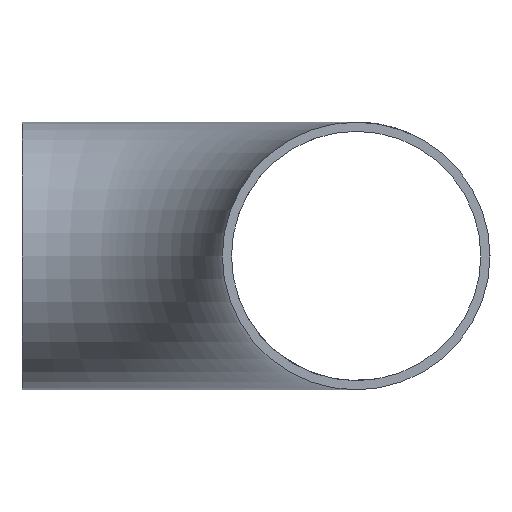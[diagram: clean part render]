
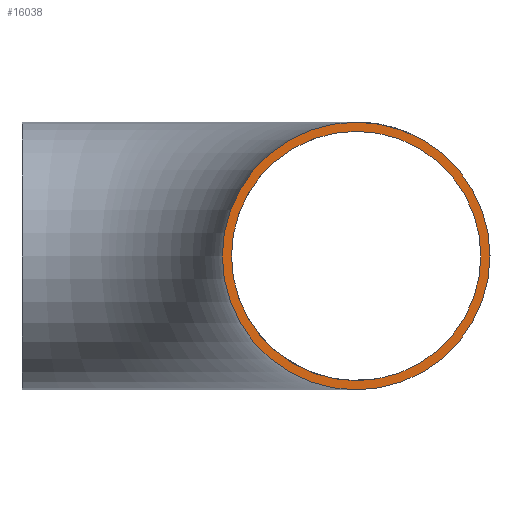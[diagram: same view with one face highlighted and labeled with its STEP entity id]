
A CAD part, left-side view. The second image highlights one B-rep face of the part: STEP entity #16038.
In plain terms, the highlighted planar face has unit normal (-1, 0, 0).
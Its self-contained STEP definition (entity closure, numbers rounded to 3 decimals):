
#49 = VERTEX_POINT ( 'NONE', #3650 ) ;
#561 = DIRECTION ( 'NONE',  ( 0., 0., -1. ) ) ;
#753 = ORIENTED_EDGE ( 'NONE', *, *, #18395, .T. ) ;
#1389 = VERTEX_POINT ( 'NONE', #20023 ) ;
#1963 = CARTESIAN_POINT ( 'NONE',  ( 0., 0., -35.45 ) ) ;
#2185 = CARTESIAN_POINT ( 'NONE',  ( 0., 0., 0. ) ) ;
#2203 = EDGE_CURVE ( 'NONE', #18114, #49, #12768, .T. ) ;
#2524 = ORIENTED_EDGE ( 'NONE', *, *, #20546, .F. ) ;
#2651 = PLANE ( 'NONE',  #14097 ) ;
#3243 = DIRECTION ( 'NONE',  ( 1., 0., 0. ) ) ;
#3650 = CARTESIAN_POINT ( 'NONE',  ( 0., 0., 38.05 ) ) ;
#3774 = AXIS2_PLACEMENT_3D ( 'NONE', #12554, #19166, #20692 ) ;
#4579 = CARTESIAN_POINT ( 'NONE',  ( 0., 0., 0. ) ) ;
#5998 = FACE_OUTER_BOUND ( 'NONE', #8099, .T. ) ;
#7069 = CARTESIAN_POINT ( 'NONE',  ( 0., 0., -38.05 ) ) ;
#8026 = ORIENTED_EDGE ( 'NONE', *, *, #19002, .T. ) ;
#8099 = EDGE_LOOP ( 'NONE', ( #16351, #2524 ) ) ;
#9149 = DIRECTION ( 'NONE',  ( 0., 0., -1. ) ) ;
#9679 = DIRECTION ( 'NONE',  ( 0., 0., -1. ) ) ;
#10223 = EDGE_LOOP ( 'NONE', ( #753, #8026 ) ) ;
#10285 = VERTEX_POINT ( 'NONE', #1963 ) ;
#12111 = CIRCLE ( 'NONE', #15205, 35.45 ) ;
#12554 = CARTESIAN_POINT ( 'NONE',  ( 0., 0., 0. ) ) ;
#12632 = DIRECTION ( 'NONE',  ( 1., 0., 0. ) ) ;
#12724 = DIRECTION ( 'NONE',  ( 1., 0., 0. ) ) ;
#12768 = CIRCLE ( 'NONE', #21087, 38.05 ) ;
#12794 = AXIS2_PLACEMENT_3D ( 'NONE', #2185, #20627, #561 ) ;
#14097 = AXIS2_PLACEMENT_3D ( 'NONE', #4579, #12632, #9149 ) ;
#14312 = CARTESIAN_POINT ( 'NONE',  ( 0., 0., 0. ) ) ;
#15205 = AXIS2_PLACEMENT_3D ( 'NONE', #17810, #12724, #9679 ) ;
#15526 = CIRCLE ( 'NONE', #3774, 38.05 ) ;
#15920 = CIRCLE ( 'NONE', #12794, 35.45 ) ;
#16038 = ADVANCED_FACE ( 'NONE', ( #19451, #5998 ), #2651, .F. ) ;
#16351 = ORIENTED_EDGE ( 'NONE', *, *, #2203, .F. ) ;
#17810 = CARTESIAN_POINT ( 'NONE',  ( 0., 0., 0. ) ) ;
#18114 = VERTEX_POINT ( 'NONE', #7069 ) ;
#18395 = EDGE_CURVE ( 'NONE', #1389, #10285, #15920, .T. ) ;
#19002 = EDGE_CURVE ( 'NONE', #10285, #1389, #12111, .T. ) ;
#19166 = DIRECTION ( 'NONE',  ( 1., 0., 0. ) ) ;
#19451 = FACE_BOUND ( 'NONE', #10223, .T. ) ;
#20023 = CARTESIAN_POINT ( 'NONE',  ( 0., 0., 35.45 ) ) ;
#20546 = EDGE_CURVE ( 'NONE', #49, #18114, #15526, .T. ) ;
#20627 = DIRECTION ( 'NONE',  ( 1., 0., 0. ) ) ;
#20692 = DIRECTION ( 'NONE',  ( 0., 0., -1. ) ) ;
#20974 = DIRECTION ( 'NONE',  ( 0., 0., -1. ) ) ;
#21087 = AXIS2_PLACEMENT_3D ( 'NONE', #14312, #3243, #20974 ) ;
